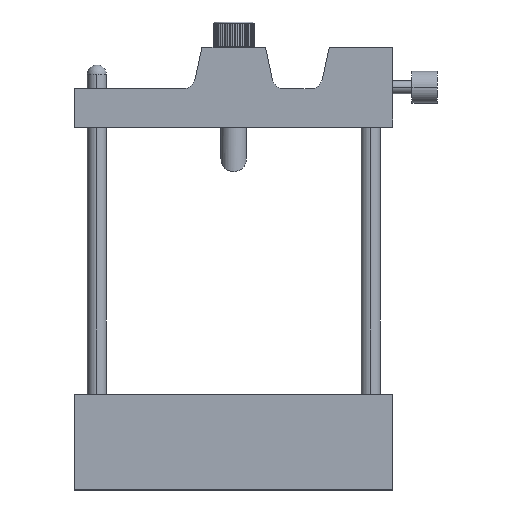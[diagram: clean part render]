
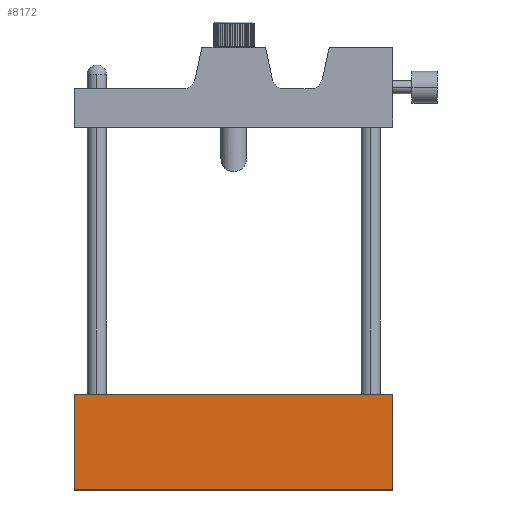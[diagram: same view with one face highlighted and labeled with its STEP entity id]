
A CAD part, top view. The second image highlights one B-rep face of the part: STEP entity #8172.
In plain terms, the highlighted planar face has unit normal (0, 0, 1).
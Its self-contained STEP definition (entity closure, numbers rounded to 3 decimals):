
#264 = VERTEX_POINT ( 'NONE', #6286 ) ;
#301 = FACE_OUTER_BOUND ( 'NONE', #8479, .T. ) ;
#1258 = VECTOR ( 'NONE', #8252, 1000. ) ;
#1281 = EDGE_CURVE ( 'NONE', #4826, #5238, #3325, .T. ) ;
#1454 = CARTESIAN_POINT ( 'NONE',  ( -50., 30., 5. ) ) ;
#1463 = EDGE_CURVE ( 'NONE', #4826, #2730, #2796, .T. ) ;
#1527 = ORIENTED_EDGE ( 'NONE', *, *, #1463, .T. ) ;
#1696 = CARTESIAN_POINT ( 'NONE',  ( 50., 30., 5. ) ) ;
#1801 = DIRECTION ( 'NONE',  ( 0., 0., -1. ) ) ;
#1847 = DIRECTION ( 'NONE',  ( 1., 0., 0. ) ) ;
#2156 = ORIENTED_EDGE ( 'NONE', *, *, #1281, .F. ) ;
#2411 = CARTESIAN_POINT ( 'NONE',  ( 50., 30., 5. ) ) ;
#2564 = ORIENTED_EDGE ( 'NONE', *, *, #5656, .T. ) ;
#2730 = VERTEX_POINT ( 'NONE', #8682 ) ;
#2796 = LINE ( 'NONE', #8168, #1258 ) ;
#3325 = LINE ( 'NONE', #8711, #4702 ) ;
#3776 = LINE ( 'NONE', #7415, #3990 ) ;
#3990 = VECTOR ( 'NONE', #4662, 1000. ) ;
#4379 = ORIENTED_EDGE ( 'NONE', *, *, #5567, .F. ) ;
#4662 = DIRECTION ( 'NONE',  ( 1., 0., 0. ) ) ;
#4702 = VECTOR ( 'NONE', #1847, 1000. ) ;
#4826 = VERTEX_POINT ( 'NONE', #1454 ) ;
#5238 = VERTEX_POINT ( 'NONE', #1696 ) ;
#5567 = EDGE_CURVE ( 'NONE', #5238, #264, #7627, .T. ) ;
#5656 = EDGE_CURVE ( 'NONE', #2730, #264, #3776, .T. ) ;
#5805 = PLANE ( 'NONE',  #6705 ) ;
#5860 = DIRECTION ( 'NONE',  ( -1., 0., 0. ) ) ;
#6286 = CARTESIAN_POINT ( 'NONE',  ( 50., 0., 5. ) ) ;
#6705 = AXIS2_PLACEMENT_3D ( 'NONE', #8640, #1801, #5860 ) ;
#7415 = CARTESIAN_POINT ( 'NONE',  ( 50., 0., 5. ) ) ;
#7627 = LINE ( 'NONE', #2411, #8295 ) ;
#8168 = CARTESIAN_POINT ( 'NONE',  ( -50., 30., 5. ) ) ;
#8172 = ADVANCED_FACE ( 'NONE', ( #301 ), #5805, .F. ) ;
#8252 = DIRECTION ( 'NONE',  ( 0., -1., 0. ) ) ;
#8295 = VECTOR ( 'NONE', #8505, 1000. ) ;
#8479 = EDGE_LOOP ( 'NONE', ( #2564, #4379, #2156, #1527 ) ) ;
#8505 = DIRECTION ( 'NONE',  ( 0., -1., 0. ) ) ;
#8640 = CARTESIAN_POINT ( 'NONE',  ( 50., 30., 5. ) ) ;
#8682 = CARTESIAN_POINT ( 'NONE',  ( -50., 0., 5. ) ) ;
#8711 = CARTESIAN_POINT ( 'NONE',  ( 50., 30., 5. ) ) ;
